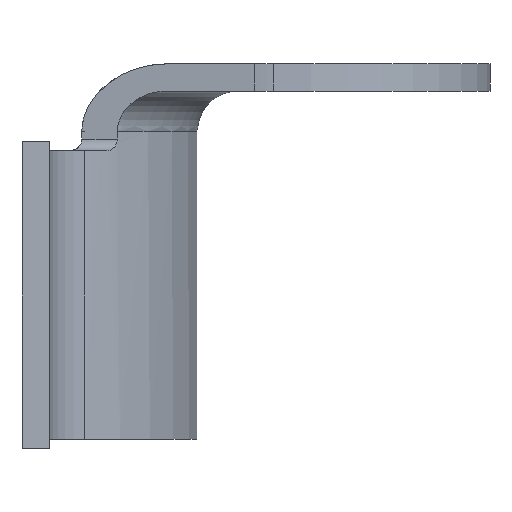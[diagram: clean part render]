
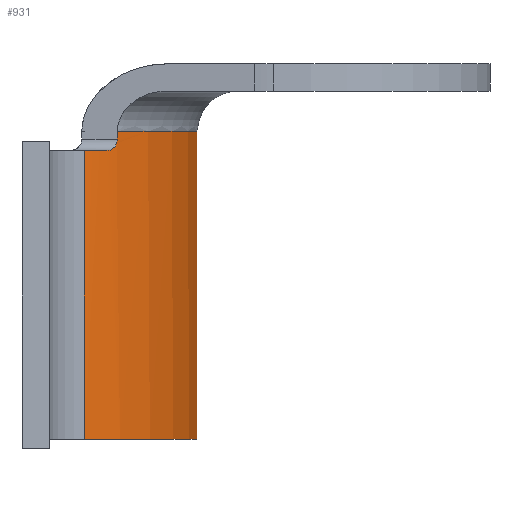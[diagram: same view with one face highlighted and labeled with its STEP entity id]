
A CAD part, left-side view. The second image highlights one B-rep face of the part: STEP entity #931.
In plain terms, the highlighted cylindrical face has radius 13.132 mm (diameter 26.264 mm), a partial arc.
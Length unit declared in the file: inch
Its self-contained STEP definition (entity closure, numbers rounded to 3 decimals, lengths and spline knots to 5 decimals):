
#10 = CARTESIAN_POINT ( 'NONE',  ( -0.3528, -0.37791, 1.08653 ) ) ;
#19 = DIRECTION ( 'NONE',  ( 0., 0., -1. ) ) ;
#28 = VECTOR ( 'NONE', #910, 39.37008 ) ;
#41 = CARTESIAN_POINT ( 'NONE',  ( 0.3528, -0.37791, 1.08653 ) ) ;
#49 = CIRCLE ( 'NONE', #713, 0.517 ) ;
#58 = CARTESIAN_POINT ( 'NONE',  ( 0.36706, -0.36413, 0.25 ) ) ;
#83 = EDGE_CURVE ( 'NONE', #1261, #1381, #49, .T. ) ;
#112 = DIRECTION ( 'NONE',  ( 0., 0., 1. ) ) ;
#114 = VERTEX_POINT ( 'NONE', #774 ) ;
#150 = CARTESIAN_POINT ( 'NONE',  ( 0.40548, -0.32074, 0.25 ) ) ;
#167 = CARTESIAN_POINT ( 'NONE',  ( 0., 0., 0.25 ) ) ;
#170 = CARTESIAN_POINT ( 'NONE',  ( 0.35736, -0.37362, 0.25662 ) ) ;
#177 = VERTEX_POINT ( 'NONE', #1323 ) ;
#179 = CARTESIAN_POINT ( 'NONE',  ( -0.3528, -0.37791, 0.27 ) ) ;
#192 = DIRECTION ( 'NONE',  ( -1., 0., 0. ) ) ;
#280 = DIRECTION ( 'NONE',  ( 1., 0., 0. ) ) ;
#285 = VERTEX_POINT ( 'NONE', #150 ) ;
#287 = CARTESIAN_POINT ( 'NONE',  ( 0.35347, -0.37729, 0.26396 ) ) ;
#292 = CARTESIAN_POINT ( 'NONE',  ( -0.3528, -0.37791, 0.26694 ) ) ;
#306 = EDGE_CURVE ( 'NONE', #285, #1353, #421, .T. ) ;
#322 = AXIS2_PLACEMENT_3D ( 'NONE', #607, #1374, #728 ) ;
#351 = CYLINDRICAL_SURFACE ( 'NONE', #703, 0.517 ) ;
#369 = ORIENTED_EDGE ( 'NONE', *, *, #520, .F. ) ;
#378 = EDGE_CURVE ( 'NONE', #1381, #596, #864, .T. ) ;
#385 = VECTOR ( 'NONE', #476, 39.37008 ) ;
#387 = CARTESIAN_POINT ( 'NONE',  ( 0.37129, -0.35977, 0.25 ) ) ;
#391 = CARTESIAN_POINT ( 'NONE',  ( 0.3528, -0.37791, 0.27 ) ) ;
#400 = CARTESIAN_POINT ( 'NONE',  ( -0.35575, -0.37514, 0.25881 ) ) ;
#412 = B_SPLINE_CURVE_WITH_KNOTS ( 'NONE', 3,
 ( #179, #292, #1047, #400, #1160, #508, #1267, #609 ),
 .UNSPECIFIED., .F., .F.,
 ( 4, 2, 2, 4 ),
 ( 0., 0.00023, 0.00046, 0.00092 ),
 .UNSPECIFIED. ) ;
#421 = LINE ( 'NONE', #1237, #385 ) ;
#441 = DIRECTION ( 'NONE',  ( 0., 0., -1. ) ) ;
#449 = CARTESIAN_POINT ( 'NONE',  ( -0.40548, -0.32074, 0.25 ) ) ;
#476 = DIRECTION ( 'NONE',  ( 0., 0., -1. ) ) ;
#501 = CARTESIAN_POINT ( 'NONE',  ( 0.40548, -0.32074, -0.25 ) ) ;
#504 = ORIENTED_EDGE ( 'NONE', *, *, #83, .T. ) ;
#508 = CARTESIAN_POINT ( 'NONE',  ( -0.36278, -0.36839, 0.25152 ) ) ;
#520 = EDGE_CURVE ( 'NONE', #1261, #710, #1185, .T. ) ;
#540 = VECTOR ( 'NONE', #1213, 39.37008 ) ;
#596 = VERTEX_POINT ( 'NONE', #1245 ) ;
#607 = CARTESIAN_POINT ( 'NONE',  ( 0., 0., -0.25 ) ) ;
#609 = CARTESIAN_POINT ( 'NONE',  ( -0.37129, -0.35977, 0.25 ) ) ;
#611 = VECTOR ( 'NONE', #19, 39.37008 ) ;
#617 = EDGE_CURVE ( 'NONE', #177, #285, #1304, .T. ) ;
#633 = CARTESIAN_POINT ( 'NONE',  ( -0.40548, -0.32074, 0.25 ) ) ;
#663 = EDGE_CURVE ( 'NONE', #177, #710, #814, .T. ) ;
#682 = CARTESIAN_POINT ( 'NONE',  ( 0.3528, -0.37791, 0.283 ) ) ;
#700 = EDGE_CURVE ( 'NONE', #839, #1353, #1263, .T. ) ;
#703 = AXIS2_PLACEMENT_3D ( 'NONE', #734, #841, #192 ) ;
#710 = VERTEX_POINT ( 'NONE', #950 ) ;
#713 = AXIS2_PLACEMENT_3D ( 'NONE', #1087, #441, #1206 ) ;
#728 = DIRECTION ( 'NONE',  ( 1., 0., 0. ) ) ;
#731 = CARTESIAN_POINT ( 'NONE',  ( -0.3528, -0.37791, 0.283 ) ) ;
#734 = CARTESIAN_POINT ( 'NONE',  ( 0., 0., 0.25 ) ) ;
#757 = ORIENTED_EDGE ( 'NONE', *, *, #700, .T. ) ;
#766 = CARTESIAN_POINT ( 'NONE',  ( 0., 0., 0.25 ) ) ;
#774 = CARTESIAN_POINT ( 'NONE',  ( -0.37129, -0.35977, 0.25 ) ) ;
#814 = B_SPLINE_CURVE_WITH_KNOTS ( 'NONE', 3,
 ( #387, #58, #825, #170, #933, #287, #1036, #391 ),
 .UNSPECIFIED., .F., .F.,
 ( 4, 2, 2, 4 ),
 ( 0., 0.00046, 0.00069, 0.00092 ),
 .UNSPECIFIED. ) ;
#825 = CARTESIAN_POINT ( 'NONE',  ( 0.36278, -0.36839, 0.25152 ) ) ;
#839 = VERTEX_POINT ( 'NONE', #1177 ) ;
#841 = DIRECTION ( 'NONE',  ( 0., 0., -1. ) ) ;
#844 = VERTEX_POINT ( 'NONE', #633 ) ;
#864 = LINE ( 'NONE', #10, #540 ) ;
#872 = DIRECTION ( 'NONE',  ( 1., 0., 0. ) ) ;
#906 = LINE ( 'NONE', #449, #611 ) ;
#910 = DIRECTION ( 'NONE',  ( 0., 0., -1. ) ) ;
#927 = DIRECTION ( 'NONE',  ( 0., 0., 1. ) ) ;
#929 = ORIENTED_EDGE ( 'NONE', *, *, #1107, .F. ) ;
#931 = ADVANCED_FACE ( 'NONE', ( #1220 ), #351, .T. ) ;
#933 = CARTESIAN_POINT ( 'NONE',  ( 0.35576, -0.37513, 0.25879 ) ) ;
#950 = CARTESIAN_POINT ( 'NONE',  ( 0.3528, -0.37791, 0.27 ) ) ;
#1036 = CARTESIAN_POINT ( 'NONE',  ( 0.3528, -0.37791, 0.26694 ) ) ;
#1038 = CIRCLE ( 'NONE', #1288, 0.517 ) ;
#1044 = ORIENTED_EDGE ( 'NONE', *, *, #663, .T. ) ;
#1047 = CARTESIAN_POINT ( 'NONE',  ( -0.35347, -0.37729, 0.26397 ) ) ;
#1063 = ORIENTED_EDGE ( 'NONE', *, *, #617, .F. ) ;
#1087 = CARTESIAN_POINT ( 'NONE',  ( 0., 0., 0.283 ) ) ;
#1098 = ORIENTED_EDGE ( 'NONE', *, *, #306, .F. ) ;
#1107 = EDGE_CURVE ( 'NONE', #844, #114, #1038, .T. ) ;
#1160 = CARTESIAN_POINT ( 'NONE',  ( -0.35736, -0.37362, 0.25662 ) ) ;
#1177 = CARTESIAN_POINT ( 'NONE',  ( -0.40548, -0.32074, -0.25 ) ) ;
#1185 = LINE ( 'NONE', #41, #28 ) ;
#1188 = EDGE_CURVE ( 'NONE', #844, #839, #906, .T. ) ;
#1206 = DIRECTION ( 'NONE',  ( -1., 0., 0. ) ) ;
#1213 = DIRECTION ( 'NONE',  ( 0., 0., -1. ) ) ;
#1220 = FACE_OUTER_BOUND ( 'NONE', #1247, .T. ) ;
#1237 = CARTESIAN_POINT ( 'NONE',  ( 0.40548, -0.32074, 0.25 ) ) ;
#1245 = CARTESIAN_POINT ( 'NONE',  ( -0.3528, -0.37791, 0.27 ) ) ;
#1247 = EDGE_LOOP ( 'NONE', ( #369, #504, #1343, #1367, #929, #1255, #757, #1098, #1063, #1044 ) ) ;
#1255 = ORIENTED_EDGE ( 'NONE', *, *, #1188, .T. ) ;
#1261 = VERTEX_POINT ( 'NONE', #682 ) ;
#1263 = CIRCLE ( 'NONE', #322, 0.517 ) ;
#1267 = CARTESIAN_POINT ( 'NONE',  ( -0.36706, -0.36413, 0.25 ) ) ;
#1288 = AXIS2_PLACEMENT_3D ( 'NONE', #766, #112, #872 ) ;
#1304 = CIRCLE ( 'NONE', #1361, 0.517 ) ;
#1323 = CARTESIAN_POINT ( 'NONE',  ( 0.37129, -0.35977, 0.25 ) ) ;
#1343 = ORIENTED_EDGE ( 'NONE', *, *, #378, .T. ) ;
#1353 = VERTEX_POINT ( 'NONE', #501 ) ;
#1354 = EDGE_CURVE ( 'NONE', #596, #114, #412, .T. ) ;
#1361 = AXIS2_PLACEMENT_3D ( 'NONE', #167, #927, #280 ) ;
#1367 = ORIENTED_EDGE ( 'NONE', *, *, #1354, .T. ) ;
#1374 = DIRECTION ( 'NONE',  ( 0., 0., 1. ) ) ;
#1381 = VERTEX_POINT ( 'NONE', #731 ) ;
